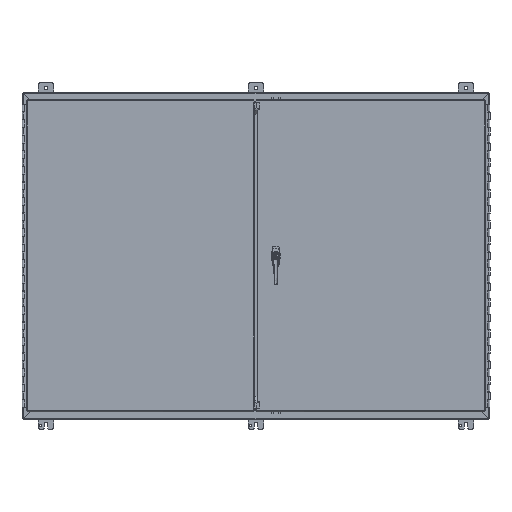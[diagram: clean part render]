
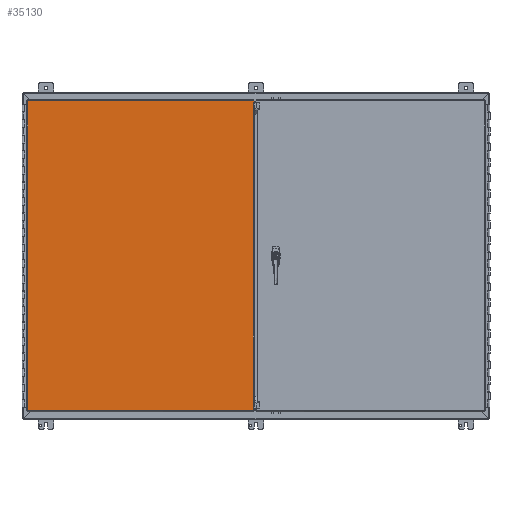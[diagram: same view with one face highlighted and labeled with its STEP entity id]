
A CAD part, top view. The second image highlights one B-rep face of the part: STEP entity #35130.
In plain terms, the highlighted face is planar.
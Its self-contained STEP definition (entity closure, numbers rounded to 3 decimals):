
#3341=PLANE($,#37788);
#5208=FACE_OUTER_BOUND($,#7438,.T.);
#7438=EDGE_LOOP($,(#30567,#30568,#30569,#30570,#30571,#30572,#30573,#30574,
#30575,#30576,#30577,#30578));
#10788=LINE($,#81703,#13775);
#10791=LINE($,#81714,#13778);
#10794=LINE($,#81721,#13781);
#10798=LINE($,#81728,#13785);
#10800=LINE($,#81732,#13787);
#10801=LINE($,#81734,#13788);
#10802=LINE($,#81736,#13789);
#10803=LINE($,#81738,#13790);
#10804=LINE($,#81740,#13791);
#10805=LINE($,#81742,#13792);
#10806=LINE($,#81744,#13793);
#10807=LINE($,#81745,#13794);
#13775=VECTOR($,#44769,38.125);
#13778=VECTOR($,#44784,0.);
#13781=VECTOR($,#44789,0.031);
#13785=VECTOR($,#44795,0.);
#13787=VECTOR($,#44799,0.);
#13788=VECTOR($,#44800,0.);
#13789=VECTOR($,#44801,0.031);
#13790=VECTOR($,#44802,0.844);
#13791=VECTOR($,#44803,29.063);
#13792=VECTOR($,#44804,39.813);
#13793=VECTOR($,#44805,29.063);
#13794=VECTOR($,#44806,0.844);
#17180=VERTEX_POINT($,#81692);
#17181=VERTEX_POINT($,#81702);
#17183=VERTEX_POINT($,#81713);
#17185=VERTEX_POINT($,#81719);
#17186=VERTEX_POINT($,#81720);
#17189=VERTEX_POINT($,#81731);
#17190=VERTEX_POINT($,#81733);
#17191=VERTEX_POINT($,#81735);
#17192=VERTEX_POINT($,#81737);
#17193=VERTEX_POINT($,#81739);
#17194=VERTEX_POINT($,#81741);
#17195=VERTEX_POINT($,#81743);
#21757=EDGE_CURVE($,#17181,#17180,#10788,.T.);
#21762=EDGE_CURVE($,#17183,#17181,#10791,.T.);
#21765=EDGE_CURVE($,#17185,#17186,#10794,.T.);
#21769=EDGE_CURVE($,#17186,#17183,#10798,.T.);
#21771=EDGE_CURVE($,#17180,#17189,#10800,.T.);
#21772=EDGE_CURVE($,#17189,#17190,#10801,.T.);
#21773=EDGE_CURVE($,#17190,#17191,#10802,.T.);
#21774=EDGE_CURVE($,#17191,#17192,#10803,.T.);
#21775=EDGE_CURVE($,#17192,#17193,#10804,.T.);
#21776=EDGE_CURVE($,#17193,#17194,#10805,.T.);
#21777=EDGE_CURVE($,#17194,#17195,#10806,.T.);
#21778=EDGE_CURVE($,#17195,#17185,#10807,.T.);
#30567=ORIENTED_EDGE($,*,*,#21765,.T.);
#30568=ORIENTED_EDGE($,*,*,#21769,.T.);
#30569=ORIENTED_EDGE($,*,*,#21762,.T.);
#30570=ORIENTED_EDGE($,*,*,#21757,.T.);
#30571=ORIENTED_EDGE($,*,*,#21771,.T.);
#30572=ORIENTED_EDGE($,*,*,#21772,.T.);
#30573=ORIENTED_EDGE($,*,*,#21773,.T.);
#30574=ORIENTED_EDGE($,*,*,#21774,.T.);
#30575=ORIENTED_EDGE($,*,*,#21775,.T.);
#30576=ORIENTED_EDGE($,*,*,#21776,.T.);
#30577=ORIENTED_EDGE($,*,*,#21777,.T.);
#30578=ORIENTED_EDGE($,*,*,#21778,.T.);
#35130=ADVANCED_FACE($,(#5208),#3341,.F.);
#37788=AXIS2_PLACEMENT_3D($,#81730,#44797,#44798);
#44769=DIRECTION($,(0.,-1.,0.));
#44784=DIRECTION($,(1.,0.,0.));
#44789=DIRECTION($,(-1.,0.,0.));
#44795=DIRECTION($,(0.,-1.,0.));
#44797=DIRECTION('center_axis',(0.,0.,1.));
#44798=DIRECTION('ref_axis',(1.,0.,0.));
#44799=DIRECTION($,(-1.,0.,0.));
#44800=DIRECTION($,(0.,-1.,0.));
#44801=DIRECTION($,(1.,0.,0.));
#44802=DIRECTION($,(0.,-1.,0.));
#44803=DIRECTION($,(-1.,0.,0.));
#44804=DIRECTION($,(0.,1.,0.));
#44805=DIRECTION($,(1.,0.,0.));
#44806=DIRECTION($,(0.,-1.,0.));
#81692=CARTESIAN_POINT('',(14.563,-19.063,0.));
#81702=CARTESIAN_POINT('',(14.563,19.063,0.));
#81703=CARTESIAN_POINT($,(14.563,9.531,0.));
#81713=CARTESIAN_POINT('',(14.562,19.063,0.));
#81714=CARTESIAN_POINT($,(7.281,19.063,0.));
#81719=CARTESIAN_POINT('',(14.594,19.063,0.));
#81720=CARTESIAN_POINT('',(14.562,19.063,0.));
#81721=CARTESIAN_POINT($,(7.297,19.063,0.));
#81728=CARTESIAN_POINT($,(14.562,9.531,0.));
#81730=CARTESIAN_POINT('Origin',(0.,0.,0.));
#81731=CARTESIAN_POINT('',(14.562,-19.063,0.));
#81732=CARTESIAN_POINT($,(7.297,-19.063,0.));
#81733=CARTESIAN_POINT('',(14.562,-19.063,0.));
#81734=CARTESIAN_POINT($,(14.562,-9.531,0.));
#81735=CARTESIAN_POINT('',(14.594,-19.063,0.));
#81736=CARTESIAN_POINT($,(7.281,-19.063,0.));
#81737=CARTESIAN_POINT('',(14.594,-19.906,0.));
#81738=CARTESIAN_POINT($,(14.594,20.031,0.));
#81739=CARTESIAN_POINT('',(-14.469,-19.906,0.));
#81740=CARTESIAN_POINT($,(7.297,-19.906,0.));
#81741=CARTESIAN_POINT('',(-14.469,19.906,0.));
#81742=CARTESIAN_POINT($,(-14.469,-9.953,0.));
#81743=CARTESIAN_POINT('',(14.594,19.906,0.));
#81744=CARTESIAN_POINT($,(-7.297,19.906,0.));
#81745=CARTESIAN_POINT($,(14.594,20.031,0.));
